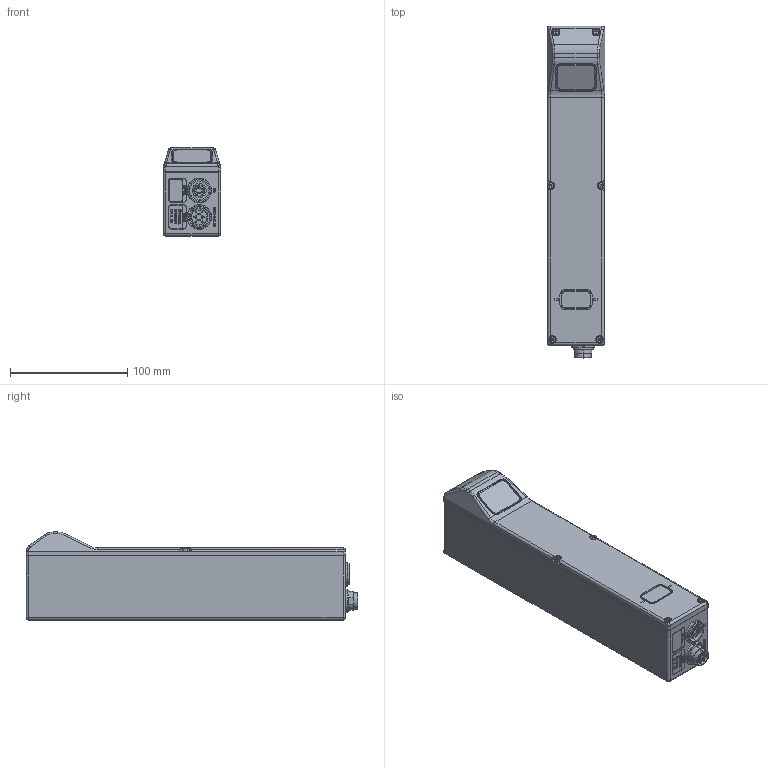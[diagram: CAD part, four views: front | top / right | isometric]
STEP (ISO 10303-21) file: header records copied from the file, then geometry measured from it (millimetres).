
FILE_DESCRIPTION((''),'2;1');
FILE_NAME('213083_ASM','2019-09-11T14:34:16',('pdmadmin'),('BANNER ENGINEERING'),'CREO PARAMETRIC BY PTC INC, 2018300','CREO PARAMETRIC BY PTC INC, 2018300','');
FILE_SCHEMA(('CONFIG_CONTROL_DESIGN'));
Length unit declared in the file: millimetre
Products named in the file (2): LPM300_301-1150NIX485RXQ; 213083_ASM
Assembly tree (1 placements, depth 2):
  213083_ASM
    LPM300_301-1150NIX485RXQ
Bounding box: 49 x 282.7 x 75 mm (x, y, z)
Volume: 837063.7 mm3; surface area: 73291.7 mm2
Topology: 1 solids, 1 shells, 603 faces, 1756 edges, 1221 vertices
Faces by surface type: plane 286, cylinder 215, cone 58, sphere 34, bspline 10
Entity records: 20830 total; most frequent: CARTESIAN_POINT 4780, ORIENTED_EDGE 3404, DIRECTION 3215, EDGE_CURVE 1702, VERTEX_POINT 1221, AXIS2_PLACEMENT_3D 1122, VECTOR 971, LINE 971
